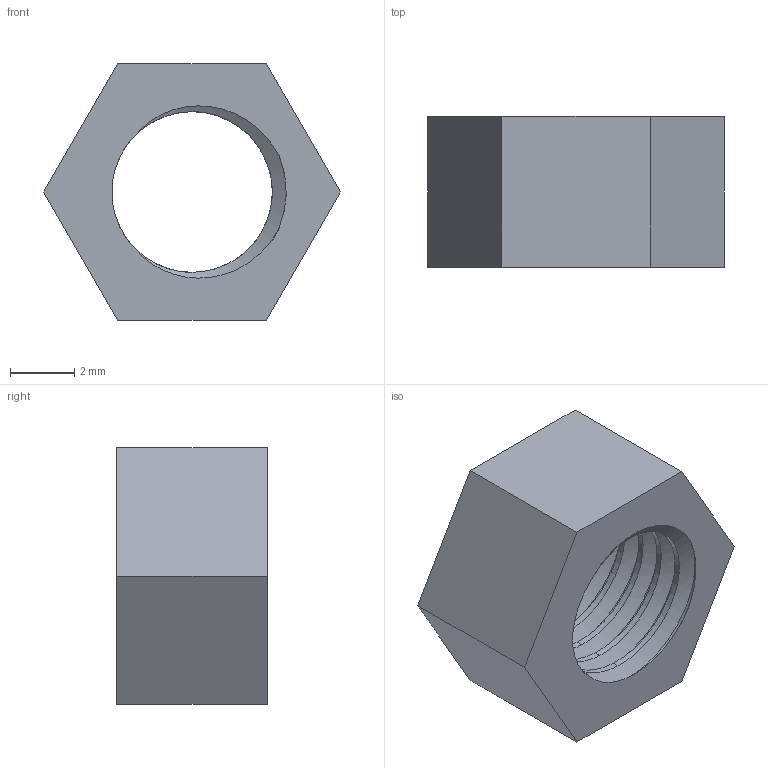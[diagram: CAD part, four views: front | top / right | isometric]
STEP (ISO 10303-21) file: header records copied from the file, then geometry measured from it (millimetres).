
FILE_DESCRIPTION (( 'STEP AP203' ), '1' );
FILE_NAME ('M5 Nut.STEP', '2022-02-24T13:27:12', ( '' ), ( '' ), 'SwSTEP 2.0', 'SolidWorks 2020', '' );
FILE_SCHEMA (( 'CONFIG_CONTROL_DESIGN' ));
Length unit declared in the file: millimetre
Products named in the file (1): M5 Nut
Bounding box: 9.24 x 4.7 x 8 mm (x, y, z)
Volume: 154.2 mm3; surface area: 324.9 mm2
Topology: 1 solids, 1 shells, 25 faces, 67 edges, 44 vertices
Faces by surface type: cylinder 13, plane 9, bspline 3
Entity records: 1714 total; most frequent: CARTESIAN_POINT 1097, ORIENTED_EDGE 134, DIRECTION 88, EDGE_CURVE 67, VERTEX_POINT 44, VECTOR 34, LINE 34, EDGE_LOOP 27
